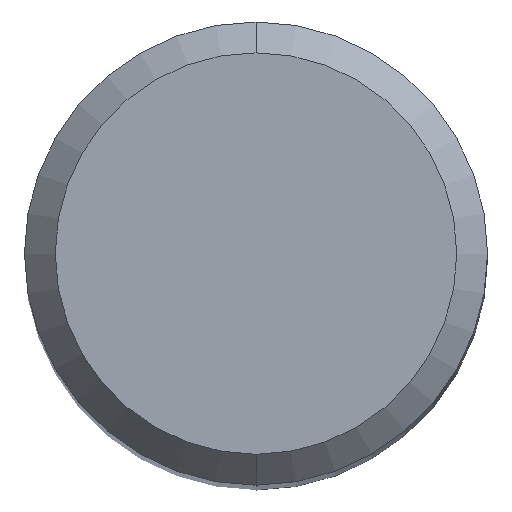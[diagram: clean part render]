
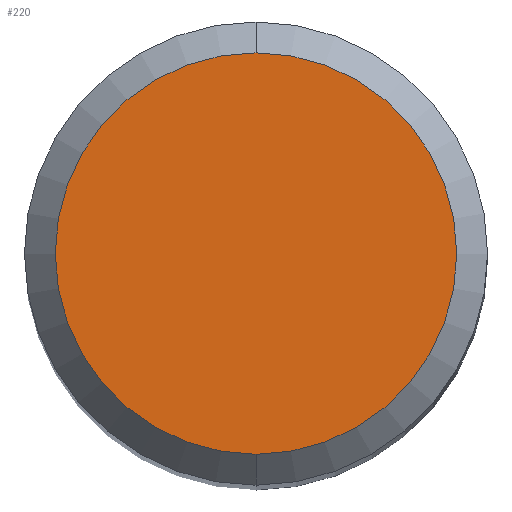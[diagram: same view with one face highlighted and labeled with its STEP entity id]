
A CAD part, top view. The second image highlights one B-rep face of the part: STEP entity #220.
In plain terms, the highlighted planar face has unit normal (0, 0, 1).
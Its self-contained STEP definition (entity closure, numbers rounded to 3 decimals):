
#220=ADVANCED_FACE('',(#554),#555,.T.);
#384=EDGE_CURVE('',#494,#464,#741,.T.);
#464=VERTEX_POINT('',#829);
#494=VERTEX_POINT('',#861);
#498=EDGE_CURVE('',#464,#494,#865,.T.);
#554=FACE_OUTER_BOUND('',#961,.T.);
#555=PLANE('',#962);
#741=CIRCLE('',#1326,2.6);
#829=CARTESIAN_POINT('',(0.0,2.6,0.0));
#861=CARTESIAN_POINT('',(0.,-2.6,0.0));
#865=CIRCLE('',#1545,2.6);
#961=EDGE_LOOP('',(#1581,#1582));
#962=AXIS2_PLACEMENT_3D('',#1583,#1584,#1585);
#1326=AXIS2_PLACEMENT_3D('',#1808,#1809,#1810);
#1545=AXIS2_PLACEMENT_3D('',#1939,#1940,#1941);
#1581=ORIENTED_EDGE('',*,*,#498,.F.);
#1582=ORIENTED_EDGE('',*,*,#384,.F.);
#1583=CARTESIAN_POINT('',(0.0,1.3,0.0));
#1584=DIRECTION('',(-0.0,0.0,1.0));
#1585=DIRECTION('',(0.0,-1.0,0.0));
#1808=CARTESIAN_POINT('',(0.0,0.0,0.0));
#1809=DIRECTION('',(0.0,0.0,-1.0));
#1810=DIRECTION('',(0.0,1.0,0.0));
#1939=CARTESIAN_POINT('',(0.0,0.0,0.0));
#1940=DIRECTION('',(0.0,0.0,-1.0));
#1941=DIRECTION('',(0.0,1.0,0.0));
